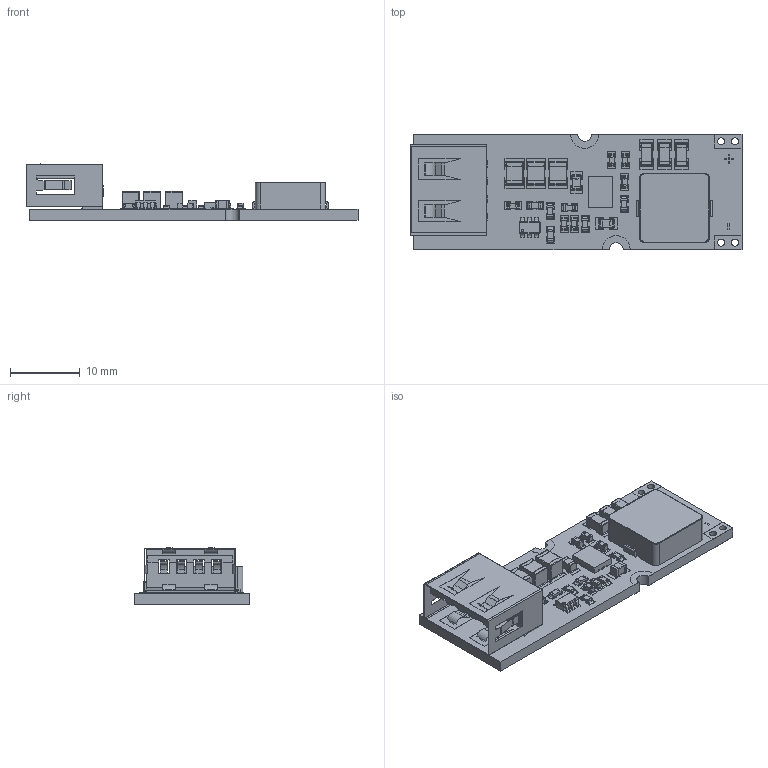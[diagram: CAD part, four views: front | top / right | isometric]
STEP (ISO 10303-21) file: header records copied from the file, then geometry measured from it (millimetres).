
FILE_DESCRIPTION(/* description */ (''),/* implementation_level */ '2;1');
FILE_NAME(/* name */ 'boost_tps561088a v9.step',/* time_stamp */ '2022-05-21T10:23:56+02:00',/* author */ (''),/* organization */ (''),/* preprocessor_version */ 'ST-DEVELOPER v18.1',/* originating_system */ 'Autodesk Translation Framework v10.14.0.1471',/* authorisation */ '');
FILE_SCHEMA (('AUTOMOTIVE_DESIGN { 1 0 10303 214 3 1 1 }'));
Length unit declared in the file: millimetre
Products named in the file (50): boost_tps561088a; USB Typ A Buchse; USB Typ A Buchse_1; 1__Outside; 2__Inside; 3_Cable; Ceramic_Capacitor_1210_h99mil_Solder; Ceramic_Capacitor_1210_h99mil_Solder_1; Ceramic_Capacitor_1210_h99mil_Solder_2; Pin1; Pin2; CeramicBody; Ceramic_Capacitor_0805_h50mil_Solder; Ceramic_Capacitor_0603_h32mil_Solder; Resistor_0603_Solder; Resistor_0603_Solder_1; Resistor_0603_Solder_2; Resistor_0603_Solder_3; Resistor_0603_Solder_4; Resistor_0603_Solder_5; Pin1Body; Pin2Body; CeramicBody_1; CoatingBody; Ceramic_Capacitor_1206_h63mil_Solder; Ceramic_Capacitor_1206_h63mil_Solder_1; Ceramic_Capacitor_1206_h63mil_Solder_2; Pin1_1; Pin2_1; CeramicBody_2; 10x10mm; 10x10mm_1; Indutor_10x10001001; Indutor_10x10002001; Ceramic_Capacitor_0805_h50mil_Solder_1; Pin1_2; Pin2_2; CeramicBody_3; Ceramic_Capacitor_0603_h32mil_Solder_1; Ceramic_Capacitor_0603_h32mil_Solder_2 ...
Assembly tree (100 placements, depth 4):
  boost_tps561088a
    USB Typ A Buchse
      USB Typ A Buchse_1
        1__Outside
        2__Inside
        3_Cable
    Ceramic_Capacitor_1210_h99mil_Solder
      Pin1
      Pin2
      CeramicBody
    Ceramic_Capacitor_1210_h99mil_Solder_1
      Pin1
      Pin2
      CeramicBody
    Ceramic_Capacitor_1210_h99mil_Solder_2
      Pin1
      Pin2
      CeramicBody
    Ceramic_Capacitor_0805_h50mil_Solder
      Pin1_2
      Pin2_2
      CeramicBody_3
    Ceramic_Capacitor_0603_h32mil_Solder
      Pin1_3
      Pin2_3
      CeramicBody_4
    Resistor_0603_Solder
      Pin1Body
      Pin2Body
      CeramicBody_1
      CoatingBody
    Resistor_0603_Solder_1
      Pin1Body
      Pin2Body
      CeramicBody_1
      CoatingBody
    Resistor_0603_Solder_2
      Pin1Body
      Pin2Body
      CeramicBody_1
      CoatingBody
    Resistor_0603_Solder_3
      Pin1Body
      Pin2Body
      CeramicBody_1
      CoatingBody
    Resistor_0603_Solder_4
      Pin1Body
      Pin2Body
      CeramicBody_1
      CoatingBody
    Resistor_0603_Solder_5
      Pin1Body
      Pin2Body
      CeramicBody_1
      CoatingBody
    Ceramic_Capacitor_1206_h63mil_Solder
      Pin1_1
      Pin2_1
      CeramicBody_2
Bounding box: 47.5 x 16.5 x 8.11 mm (x, y, z)
Volume: 2018.8 mm3; surface area: 4705.7 mm2
Topology: 114 solids, 116 shells, 2481 faces, 6271 edges, 3986 vertices
Faces by surface type: plane 1409, cylinder 506, bspline 506, sphere 60
Full cylindrical faces by diameter (mm): 1 x12
Entity records: 46051 total; most frequent: CARTESIAN_POINT 15893, ORIENTED_EDGE 6052, DIRECTION 5713, EDGE_CURVE 3027, LINE 2127, VECTOR 2127, VERTEX_POINT 1959, AXIS2_PLACEMENT_3D 1793
